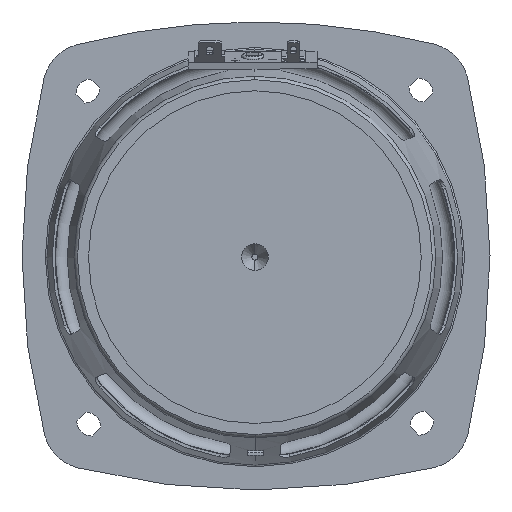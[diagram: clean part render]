
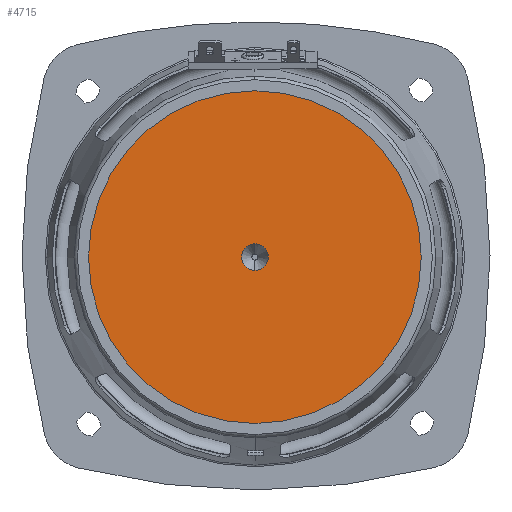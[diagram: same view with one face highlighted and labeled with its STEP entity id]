
A CAD part, front view. The second image highlights one B-rep face of the part: STEP entity #4715.
In plain terms, the highlighted planar face has unit normal (0, -1, 0).
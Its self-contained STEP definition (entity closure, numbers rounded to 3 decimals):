
#722 = CARTESIAN_POINT ( 'NONE',  ( 0., 0., 37.5 ) ) ;
#816 = CIRCLE ( 'NONE', #3511, 3. ) ;
#905 = DIRECTION ( 'NONE',  ( 0., -1., 0. ) ) ;
#1042 = ORIENTED_EDGE ( 'NONE', *, *, #13622, .F. ) ;
#1185 = CIRCLE ( 'NONE', #5277, 37.5 ) ;
#1482 = CIRCLE ( 'NONE', #8633, 3. ) ;
#1655 = CARTESIAN_POINT ( 'NONE',  ( 0., 0., 0. ) ) ;
#1690 = FACE_OUTER_BOUND ( 'NONE', #2230, .T. ) ;
#2230 = EDGE_LOOP ( 'NONE', ( #2366, #11639 ) ) ;
#2366 = ORIENTED_EDGE ( 'NONE', *, *, #3905, .F. ) ;
#2503 = CARTESIAN_POINT ( 'NONE',  ( 0., 0., 0. ) ) ;
#3090 = DIRECTION ( 'NONE',  ( 0., -1., 0. ) ) ;
#3102 = ORIENTED_EDGE ( 'NONE', *, *, #13045, .F. ) ;
#3221 = EDGE_CURVE ( 'NONE', #13534, #9800, #9689, .T. ) ;
#3511 = AXIS2_PLACEMENT_3D ( 'NONE', #5126, #3090, #13871 ) ;
#3594 = EDGE_LOOP ( 'NONE', ( #3102, #1042 ) ) ;
#3855 = CARTESIAN_POINT ( 'NONE',  ( 0., 0., -3. ) ) ;
#3905 = EDGE_CURVE ( 'NONE', #9800, #13534, #1185, .T. ) ;
#4500 = CARTESIAN_POINT ( 'NONE',  ( 0., 0., 0. ) ) ;
#4667 = DIRECTION ( 'NONE',  ( 0., 1., 0. ) ) ;
#4715 = ADVANCED_FACE ( 'NONE', ( #8068, #1690 ), #10246, .F. ) ;
#5126 = CARTESIAN_POINT ( 'NONE',  ( 0., 0., 0. ) ) ;
#5277 = AXIS2_PLACEMENT_3D ( 'NONE', #1655, #4667, #9165 ) ;
#5343 = CARTESIAN_POINT ( 'NONE',  ( 0., 0., 3. ) ) ;
#6240 = DIRECTION ( 'NONE',  ( 0., 0., -1. ) ) ;
#6589 = VERTEX_POINT ( 'NONE', #3855 ) ;
#6797 = DIRECTION ( 'NONE',  ( 1., 0., 0. ) ) ;
#7138 = AXIS2_PLACEMENT_3D ( 'NONE', #2503, #10012, #6797 ) ;
#8068 = FACE_BOUND ( 'NONE', #3594, .T. ) ;
#8226 = VERTEX_POINT ( 'NONE', #5343 ) ;
#8633 = AXIS2_PLACEMENT_3D ( 'NONE', #10373, #905, #6240 ) ;
#8786 = DIRECTION ( 'NONE',  ( 0., 1., 0. ) ) ;
#9165 = DIRECTION ( 'NONE',  ( 0., 0., 1. ) ) ;
#9689 = CIRCLE ( 'NONE', #12145, 37.5 ) ;
#9800 = VERTEX_POINT ( 'NONE', #722 ) ;
#10012 = DIRECTION ( 'NONE',  ( 0., 1., 0. ) ) ;
#10246 = PLANE ( 'NONE',  #7138 ) ;
#10373 = CARTESIAN_POINT ( 'NONE',  ( 0., 0., 0. ) ) ;
#10968 = CARTESIAN_POINT ( 'NONE',  ( 0., 0., -37.5 ) ) ;
#11639 = ORIENTED_EDGE ( 'NONE', *, *, #3221, .F. ) ;
#12145 = AXIS2_PLACEMENT_3D ( 'NONE', #4500, #8786, #13127 ) ;
#13045 = EDGE_CURVE ( 'NONE', #6589, #8226, #1482, .T. ) ;
#13127 = DIRECTION ( 'NONE',  ( 0., 0., 1. ) ) ;
#13534 = VERTEX_POINT ( 'NONE', #10968 ) ;
#13622 = EDGE_CURVE ( 'NONE', #8226, #6589, #816, .T. ) ;
#13871 = DIRECTION ( 'NONE',  ( 0., 0., -1. ) ) ;
